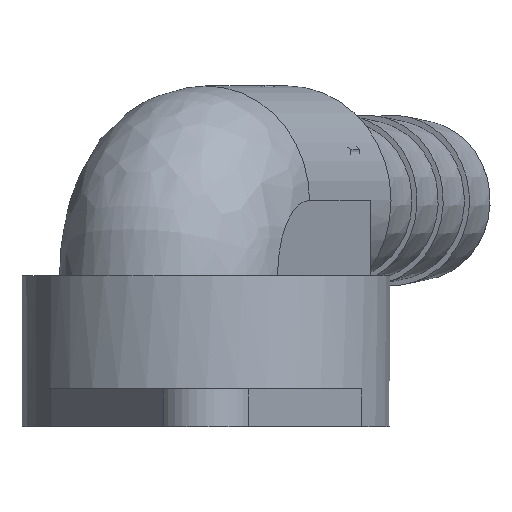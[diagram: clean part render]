
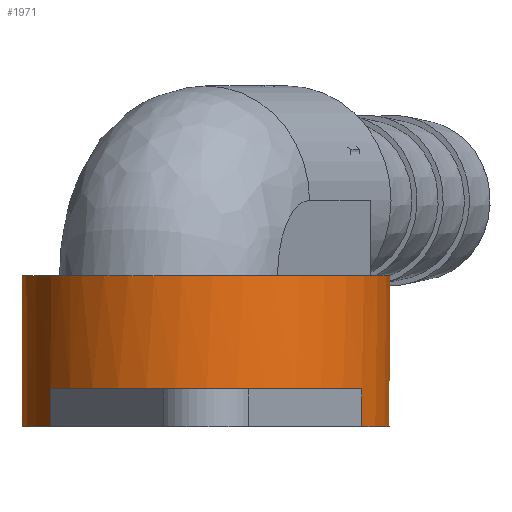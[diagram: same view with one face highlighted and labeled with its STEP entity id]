
A CAD part, front view. The second image highlights one B-rep face of the part: STEP entity #1971.
In plain terms, the highlighted cylindrical face has radius 14.65 mm (diameter 29.3 mm), a full revolution.
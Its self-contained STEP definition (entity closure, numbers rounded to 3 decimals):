
#113=B_SPLINE_CURVE_WITH_KNOTS('',3,(#2865,#2866,#2867,#2868,#2869,#2870,
#2871,#2872,#2873,#2874,#2875,#2876,#2877,#2878),.UNSPECIFIED.,.F.,.F.,
(4,2,2,2,2,2,4),(0.65,0.712,1.066,1.419,
1.773,2.126,2.189),.UNSPECIFIED.);
#114=B_SPLINE_CURVE_WITH_KNOTS('',3,(#2880,#2881,#2882,#2883,#2884,#2885),
 .UNSPECIFIED.,.F.,.F.,(4,2,4),(2.838,3.194,3.488),
 .UNSPECIFIED.);
#115=B_SPLINE_CURVE_WITH_KNOTS('',3,(#2899,#2900,#2901,#2902,#2903,#2904),
 .UNSPECIFIED.,.F.,.F.,(4,2,4),(-0.65,-0.356,0.),
 .UNSPECIFIED.);
#235=CYLINDRICAL_SURFACE('',#2155,14.65);
#275=FACE_OUTER_BOUND('',#394,.T.);
#394=EDGE_LOOP('',(#1340,#1341,#1342,#1343,#1344,#1345,#1346,#1347,#1348,
#1349,#1350,#1351,#1352,#1353,#1354,#1355,#1356,#1357,#1358,#1359));
#515=LINE('',#2825,#593);
#517=LINE('',#2835,#595);
#521=LINE('',#2842,#599);
#523=LINE('',#2854,#601);
#527=LINE('',#2887,#605);
#528=LINE('',#2894,#606);
#529=LINE('',#2898,#607);
#593=VECTOR('',#2353,10.);
#595=VECTOR('',#2365,10.);
#599=VECTOR('',#2371,10.);
#601=VECTOR('',#2385,10.);
#605=VECTOR('',#2399,10.);
#606=VECTOR('',#2406,14.65);
#607=VECTOR('',#2409,10.);
#666=CIRCLE('',#2131,14.65);
#668=CIRCLE('',#2133,14.65);
#673=CIRCLE('',#2140,14.65);
#676=CIRCLE('',#2146,14.65);
#677=CIRCLE('',#2147,14.65);
#680=CIRCLE('',#2156,14.65);
#681=CIRCLE('',#2157,14.65);
#682=CIRCLE('',#2158,14.65);
#683=CIRCLE('',#2159,14.65);
#758=VERTEX_POINT('',#2799);
#759=VERTEX_POINT('',#2801);
#762=VERTEX_POINT('',#2807);
#763=VERTEX_POINT('',#2809);
#769=VERTEX_POINT('',#2823);
#770=VERTEX_POINT('',#2827);
#774=VERTEX_POINT('',#2840);
#775=VERTEX_POINT('',#2844);
#776=VERTEX_POINT('',#2845);
#779=VERTEX_POINT('',#2863);
#780=VERTEX_POINT('',#2864);
#781=VERTEX_POINT('',#2879);
#782=VERTEX_POINT('',#2886);
#783=VERTEX_POINT('',#2888);
#784=VERTEX_POINT('',#2890);
#785=VERTEX_POINT('',#2892);
#786=VERTEX_POINT('',#2895);
#787=VERTEX_POINT('',#2897);
#971=EDGE_CURVE('',#759,#758,#666,.T.);
#975=EDGE_CURVE('',#763,#762,#668,.T.);
#983=EDGE_CURVE('',#762,#769,#515,.T.);
#984=EDGE_CURVE('',#770,#769,#673,.T.);
#988=EDGE_CURVE('',#759,#770,#517,.T.);
#992=EDGE_CURVE('',#758,#774,#521,.T.);
#993=EDGE_CURVE('',#775,#776,#676,.T.);
#994=EDGE_CURVE('',#776,#774,#677,.T.);
#998=EDGE_CURVE('',#763,#775,#523,.T.);
#1002=EDGE_CURVE('',#779,#780,#113,.T.);
#1003=EDGE_CURVE('',#781,#780,#114,.T.);
#1004=EDGE_CURVE('',#782,#781,#527,.T.);
#1005=EDGE_CURVE('',#783,#782,#680,.T.);
#1006=EDGE_CURVE('',#784,#783,#681,.T.);
#1007=EDGE_CURVE('',#785,#784,#682,.T.);
#1008=EDGE_CURVE('',#785,#776,#528,.T.);
#1009=EDGE_CURVE('',#786,#785,#683,.T.);
#1010=EDGE_CURVE('',#787,#786,#529,.T.);
#1011=EDGE_CURVE('',#779,#787,#115,.T.);
#1340=ORIENTED_EDGE('',*,*,#1002,.T.);
#1341=ORIENTED_EDGE('',*,*,#1003,.F.);
#1342=ORIENTED_EDGE('',*,*,#1004,.F.);
#1343=ORIENTED_EDGE('',*,*,#1005,.F.);
#1344=ORIENTED_EDGE('',*,*,#1006,.F.);
#1345=ORIENTED_EDGE('',*,*,#1007,.F.);
#1346=ORIENTED_EDGE('',*,*,#1008,.T.);
#1347=ORIENTED_EDGE('',*,*,#993,.F.);
#1348=ORIENTED_EDGE('',*,*,#998,.F.);
#1349=ORIENTED_EDGE('',*,*,#975,.T.);
#1350=ORIENTED_EDGE('',*,*,#983,.T.);
#1351=ORIENTED_EDGE('',*,*,#984,.F.);
#1352=ORIENTED_EDGE('',*,*,#988,.F.);
#1353=ORIENTED_EDGE('',*,*,#971,.T.);
#1354=ORIENTED_EDGE('',*,*,#992,.T.);
#1355=ORIENTED_EDGE('',*,*,#994,.F.);
#1356=ORIENTED_EDGE('',*,*,#1008,.F.);
#1357=ORIENTED_EDGE('',*,*,#1009,.F.);
#1358=ORIENTED_EDGE('',*,*,#1010,.F.);
#1359=ORIENTED_EDGE('',*,*,#1011,.F.);
#1971=ADVANCED_FACE('',(#275),#235,.T.);
#2131=AXIS2_PLACEMENT_3D('',#2802,#2332,#2333);
#2133=AXIS2_PLACEMENT_3D('',#2810,#2338,#2339);
#2140=AXIS2_PLACEMENT_3D('',#2828,#2356,#2357);
#2146=AXIS2_PLACEMENT_3D('',#2846,#2374,#2375);
#2147=AXIS2_PLACEMENT_3D('',#2847,#2376,#2377);
#2155=AXIS2_PLACEMENT_3D('',#2862,#2397,#2398);
#2156=AXIS2_PLACEMENT_3D('',#2889,#2400,#2401);
#2157=AXIS2_PLACEMENT_3D('',#2891,#2402,#2403);
#2158=AXIS2_PLACEMENT_3D('',#2893,#2404,#2405);
#2159=AXIS2_PLACEMENT_3D('',#2896,#2407,#2408);
#2332=DIRECTION('center_axis',(0.,0.,1.));
#2333=DIRECTION('ref_axis',(-0.846,0.532,0.));
#2338=DIRECTION('center_axis',(0.,0.,1.));
#2339=DIRECTION('ref_axis',(0.846,-0.532,0.));
#2353=DIRECTION('',(0.,0.,1.));
#2356=DIRECTION('center_axis',(0.,0.,-1.));
#2357=DIRECTION('ref_axis',(1.,0.,0.));
#2365=DIRECTION('',(0.,0.,1.));
#2371=DIRECTION('',(0.,0.,1.));
#2374=DIRECTION('center_axis',(0.,0.,-1.));
#2375=DIRECTION('ref_axis',(1.,0.,0.));
#2376=DIRECTION('center_axis',(0.,0.,-1.));
#2377=DIRECTION('ref_axis',(1.,0.,0.));
#2385=DIRECTION('',(0.,0.,1.));
#2397=DIRECTION('center_axis',(0.,0.,1.));
#2398=DIRECTION('ref_axis',(0.84,0.542,0.));
#2399=DIRECTION('',(0.,0.,1.));
#2400=DIRECTION('center_axis',(0.,0.,1.));
#2401=DIRECTION('ref_axis',(0.423,0.906,0.));
#2402=DIRECTION('center_axis',(0.,0.,1.));
#2403=DIRECTION('ref_axis',(0.423,0.906,0.));
#2404=DIRECTION('center_axis',(0.,0.,1.));
#2405=DIRECTION('ref_axis',(0.423,0.906,0.));
#2406=DIRECTION('',(0.,0.,-1.));
#2407=DIRECTION('center_axis',(0.,0.,1.));
#2408=DIRECTION('ref_axis',(0.423,0.906,0.));
#2409=DIRECTION('',(0.,0.,-1.));
#2799=CARTESIAN_POINT('',(-12.4,-7.801,0.));
#2801=CARTESIAN_POINT('',(-12.4,7.801,0.));
#2802=CARTESIAN_POINT('Origin',(0.,0.,0.));
#2807=CARTESIAN_POINT('',(12.4,7.801,0.));
#2809=CARTESIAN_POINT('',(12.4,-7.801,0.));
#2810=CARTESIAN_POINT('Origin',(0.,0.,0.));
#2823=CARTESIAN_POINT('',(12.4,7.801,3.));
#2825=CARTESIAN_POINT('',(12.4,7.801,0.));
#2827=CARTESIAN_POINT('',(-12.4,7.801,3.));
#2828=CARTESIAN_POINT('Origin',(0.,0.,3.));
#2835=CARTESIAN_POINT('',(-12.4,7.801,0.));
#2840=CARTESIAN_POINT('',(-12.4,-7.801,3.));
#2842=CARTESIAN_POINT('',(-12.4,-7.801,0.));
#2844=CARTESIAN_POINT('',(12.4,-7.801,3.));
#2845=CARTESIAN_POINT('',(-12.311,-7.941,3.));
#2846=CARTESIAN_POINT('Origin',(0.,0.,3.));
#2847=CARTESIAN_POINT('Origin',(0.,0.,3.));
#2854=CARTESIAN_POINT('',(12.4,-7.801,0.));
#2862=CARTESIAN_POINT('Origin',(0.,0.,0.));
#2863=CARTESIAN_POINT('',(-0.732,14.632,12.));
#2864=CARTESIAN_POINT('',(11.679,8.845,12.));
#2865=CARTESIAN_POINT('Ctrl Pts',(-0.732,14.632,12.));
#2866=CARTESIAN_POINT('Ctrl Pts',(-0.581,14.639,11.848));
#2867=CARTESIAN_POINT('Ctrl Pts',(-0.428,14.645,11.702));
#2868=CARTESIAN_POINT('Ctrl Pts',(0.604,14.664,10.776));
#2869=CARTESIAN_POINT('Ctrl Pts',(1.679,14.599,10.079));
#2870=CARTESIAN_POINT('Ctrl Pts',(3.939,14.157,9.139));
#2871=CARTESIAN_POINT('Ctrl Pts',(5.124,13.775,8.896));
#2872=CARTESIAN_POINT('Ctrl Pts',(7.259,12.78,8.896));
#2873=CARTESIAN_POINT('Ctrl Pts',(8.313,12.118,9.139));
#2874=CARTESIAN_POINT('Ctrl Pts',(10.104,10.67,10.079));
#2875=CARTESIAN_POINT('Ctrl Pts',(10.845,9.888,10.776));
#2876=CARTESIAN_POINT('Ctrl Pts',(11.493,9.086,11.702));
#2877=CARTESIAN_POINT('Ctrl Pts',(11.588,8.965,11.848));
#2878=CARTESIAN_POINT('Ctrl Pts',(11.679,8.845,12.));
#2879=CARTESIAN_POINT('',(13.102,6.555,18.));
#2880=CARTESIAN_POINT('Ctrl Pts',(13.102,6.555,18.));
#2881=CARTESIAN_POINT('Ctrl Pts',(13.102,6.555,16.813));
#2882=CARTESIAN_POINT('Ctrl Pts',(12.966,6.843,15.583));
#2883=CARTESIAN_POINT('Ctrl Pts',(12.444,7.745,13.552));
#2884=CARTESIAN_POINT('Ctrl Pts',(12.104,8.283,12.71));
#2885=CARTESIAN_POINT('Ctrl Pts',(11.679,8.845,12.));
#2886=CARTESIAN_POINT('',(13.102,6.555,12.));
#2887=CARTESIAN_POINT('',(13.102,6.555,-41.127));
#2888=CARTESIAN_POINT('',(-1.935,-14.522,12.));
#2889=CARTESIAN_POINT('Origin',(0.,0.,
12.));
#2890=CARTESIAN_POINT('',(-9.88,-10.817,12.));
#2891=CARTESIAN_POINT('Origin',(0.,0.,
12.));
#2892=CARTESIAN_POINT('',(-12.311,-7.941,12.));
#2893=CARTESIAN_POINT('Origin',(0.,0.,
12.));
#2894=CARTESIAN_POINT('',(-12.311,-7.941,0.));
#2895=CARTESIAN_POINT('',(-3.4,14.25,12.));
#2896=CARTESIAN_POINT('Origin',(0.,0.,
12.));
#2897=CARTESIAN_POINT('',(-3.4,14.25,18.));
#2898=CARTESIAN_POINT('',(-3.4,14.25,-41.127));
#2899=CARTESIAN_POINT('Ctrl Pts',(-0.732,14.632,12.));
#2900=CARTESIAN_POINT('Ctrl Pts',(-1.435,14.597,12.71));
#2901=CARTESIAN_POINT('Ctrl Pts',(-2.066,14.511,13.552));
#2902=CARTESIAN_POINT('Ctrl Pts',(-3.093,14.331,15.583));
#2903=CARTESIAN_POINT('Ctrl Pts',(-3.4,14.25,16.813));
#2904=CARTESIAN_POINT('Ctrl Pts',(-3.4,14.25,18.));
